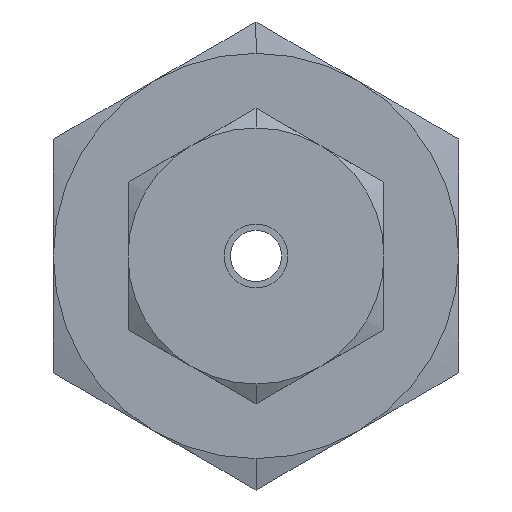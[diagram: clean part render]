
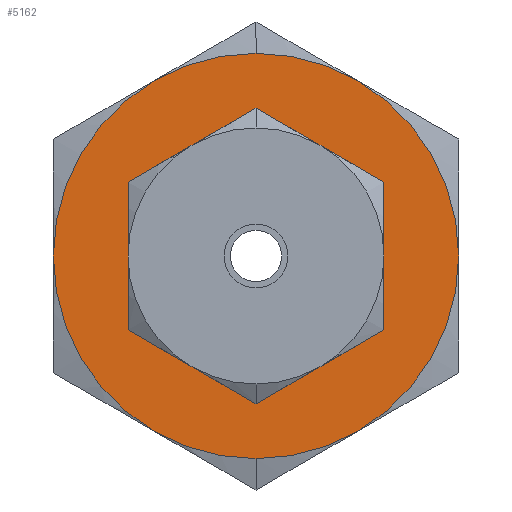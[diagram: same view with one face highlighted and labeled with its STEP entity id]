
A CAD part, left-side view. The second image highlights one B-rep face of the part: STEP entity #5162.
In plain terms, the highlighted planar face has unit normal (-1, 0, 0).
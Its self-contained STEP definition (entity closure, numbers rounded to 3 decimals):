
#34 = EDGE_CURVE ( 'NONE', #7343, #6852, #86, .T. ) ;
#86 = CIRCLE ( 'NONE', #1788, 9.5 ) ;
#94 = CARTESIAN_POINT ( 'NONE',  ( 15.3, 0., 0. ) ) ;
#136 = EDGE_CURVE ( 'NONE', #274, #1975, #800, .T. ) ;
#144 = CARTESIAN_POINT ( 'NONE',  ( 15.3, 0., 9.5 ) ) ;
#147 = ORIENTED_EDGE ( 'NONE', *, *, #756, .T. ) ;
#200 = DIRECTION ( 'NONE',  ( 0., 0., 1. ) ) ;
#274 = VERTEX_POINT ( 'NONE', #5056 ) ;
#590 = ORIENTED_EDGE ( 'NONE', *, *, #2819, .T. ) ;
#666 = CIRCLE ( 'NONE', #1894, 9.5 ) ;
#756 = EDGE_CURVE ( 'NONE', #1537, #6173, #6913, .T. ) ;
#800 = CIRCLE ( 'NONE', #1415, 3.213 ) ;
#1000 = DIRECTION ( 'NONE',  ( -1., 0., 0. ) ) ;
#1204 = DIRECTION ( 'NONE',  ( 0., 0.5, -0.866 ) ) ;
#1275 = DIRECTION ( 'NONE',  ( -1., 0., 0. ) ) ;
#1331 = EDGE_CURVE ( 'NONE', #6115, #2697, #4554, .T. ) ;
#1412 = AXIS2_PLACEMENT_3D ( 'NONE', #2980, #4130, #4058 ) ;
#1415 = AXIS2_PLACEMENT_3D ( 'NONE', #6630, #4307, #4905 ) ;
#1537 = VERTEX_POINT ( 'NONE', #144 ) ;
#1602 = EDGE_LOOP ( 'NONE', ( #590, #147, #2386, #5366, #2246, #5542, #3079, #6974 ) ) ;
#1776 = DIRECTION ( 'NONE',  ( 1., 0., 0. ) ) ;
#1788 = AXIS2_PLACEMENT_3D ( 'NONE', #4583, #1000, #5646 ) ;
#1833 = CARTESIAN_POINT ( 'NONE',  ( 15.3, 0., 0. ) ) ;
#1894 = AXIS2_PLACEMENT_3D ( 'NONE', #4451, #6129, #2005 ) ;
#1905 = CARTESIAN_POINT ( 'NONE',  ( 15.3, 4.75, 8.227 ) ) ;
#1975 = VERTEX_POINT ( 'NONE', #2446 ) ;
#2005 = DIRECTION ( 'NONE',  ( 0., 0., -1. ) ) ;
#2246 = ORIENTED_EDGE ( 'NONE', *, *, #5624, .T. ) ;
#2307 = VERTEX_POINT ( 'NONE', #7096 ) ;
#2324 = FACE_OUTER_BOUND ( 'NONE', #1602, .T. ) ;
#2377 = DIRECTION ( 'NONE',  ( -1., 0., 0. ) ) ;
#2386 = ORIENTED_EDGE ( 'NONE', *, *, #4987, .T. ) ;
#2446 = CARTESIAN_POINT ( 'NONE',  ( 15.3, 0., -3.213 ) ) ;
#2605 = DIRECTION ( 'NONE',  ( -1., 0., 0. ) ) ;
#2697 = VERTEX_POINT ( 'NONE', #5572 ) ;
#2819 = EDGE_CURVE ( 'NONE', #2307, #1537, #5460, .T. ) ;
#2980 = CARTESIAN_POINT ( 'NONE',  ( 15.3, 0., 0. ) ) ;
#2995 = CIRCLE ( 'NONE', #5184, 9.5 ) ;
#3006 = CIRCLE ( 'NONE', #7535, 3.213 ) ;
#3079 = ORIENTED_EDGE ( 'NONE', *, *, #1331, .T. ) ;
#3295 = DIRECTION ( 'NONE',  ( -1., 0., 0. ) ) ;
#3416 = CARTESIAN_POINT ( 'NONE',  ( 15.3, 0., 0. ) ) ;
#3434 = CARTESIAN_POINT ( 'NONE',  ( 15.3, 9.5, 0. ) ) ;
#3553 = CARTESIAN_POINT ( 'NONE',  ( 15.3, 0., 0. ) ) ;
#3615 = ORIENTED_EDGE ( 'NONE', *, *, #136, .T. ) ;
#3620 = AXIS2_PLACEMENT_3D ( 'NONE', #4364, #2605, #200 ) ;
#3730 = CIRCLE ( 'NONE', #6644, 9.5 ) ;
#4058 = DIRECTION ( 'NONE',  ( 0., -1., 0. ) ) ;
#4130 = DIRECTION ( 'NONE',  ( -1., 0., 0. ) ) ;
#4157 = CARTESIAN_POINT ( 'NONE',  ( 15.3, -4.75, -8.227 ) ) ;
#4242 = DIRECTION ( 'NONE',  ( 0., 0., -1. ) ) ;
#4283 = DIRECTION ( 'NONE',  ( -1., 0., 0. ) ) ;
#4307 = DIRECTION ( 'NONE',  ( 1., 0., 0. ) ) ;
#4364 = CARTESIAN_POINT ( 'NONE',  ( 15.3, 0., 0. ) ) ;
#4371 = AXIS2_PLACEMENT_3D ( 'NONE', #3416, #3295, #5155 ) ;
#4451 = CARTESIAN_POINT ( 'NONE',  ( 15.3, 0., 0. ) ) ;
#4554 = CIRCLE ( 'NONE', #6749, 9.5 ) ;
#4583 = CARTESIAN_POINT ( 'NONE',  ( 15.3, 0., 0. ) ) ;
#4696 = DIRECTION ( 'NONE',  ( 0., 0.5, 0.866 ) ) ;
#4770 = CARTESIAN_POINT ( 'NONE',  ( 15.3, 4.75, -8.227 ) ) ;
#4905 = DIRECTION ( 'NONE',  ( 0., 0., 1. ) ) ;
#4978 = EDGE_CURVE ( 'NONE', #2697, #2307, #6774, .T. ) ;
#4987 = EDGE_CURVE ( 'NONE', #6173, #7343, #3730, .T. ) ;
#5056 = CARTESIAN_POINT ( 'NONE',  ( 15.3, 0., 3.213 ) ) ;
#5071 = PLANE ( 'NONE',  #7148 ) ;
#5155 = DIRECTION ( 'NONE',  ( 0., -0.5, 0.866 ) ) ;
#5162 = ADVANCED_FACE ( 'NONE', ( #5565, #2324 ), #5071, .F. ) ;
#5184 = AXIS2_PLACEMENT_3D ( 'NONE', #94, #1275, #1204 ) ;
#5366 = ORIENTED_EDGE ( 'NONE', *, *, #34, .T. ) ;
#5379 = EDGE_CURVE ( 'NONE', #7184, #6115, #666, .T. ) ;
#5460 = CIRCLE ( 'NONE', #4371, 9.5 ) ;
#5542 = ORIENTED_EDGE ( 'NONE', *, *, #5379, .T. ) ;
#5565 = FACE_BOUND ( 'NONE', #7110, .T. ) ;
#5572 = CARTESIAN_POINT ( 'NONE',  ( 15.3, -9.5, 0. ) ) ;
#5624 = EDGE_CURVE ( 'NONE', #6852, #7184, #2995, .T. ) ;
#5646 = DIRECTION ( 'NONE',  ( 0., 1., 0. ) ) ;
#5952 = CARTESIAN_POINT ( 'NONE',  ( 15.3, 0., 0. ) ) ;
#6115 = VERTEX_POINT ( 'NONE', #4157 ) ;
#6129 = DIRECTION ( 'NONE',  ( -1., 0., 0. ) ) ;
#6137 = CARTESIAN_POINT ( 'NONE',  ( 15.3, 0., -9.5 ) ) ;
#6173 = VERTEX_POINT ( 'NONE', #1905 ) ;
#6456 = ORIENTED_EDGE ( 'NONE', *, *, #7109, .T. ) ;
#6630 = CARTESIAN_POINT ( 'NONE',  ( 15.3, 0., 0. ) ) ;
#6644 = AXIS2_PLACEMENT_3D ( 'NONE', #5952, #2377, #4696 ) ;
#6749 = AXIS2_PLACEMENT_3D ( 'NONE', #1833, #4283, #7081 ) ;
#6774 = CIRCLE ( 'NONE', #1412, 9.5 ) ;
#6852 = VERTEX_POINT ( 'NONE', #4770 ) ;
#6913 = CIRCLE ( 'NONE', #3620, 9.5 ) ;
#6949 = CARTESIAN_POINT ( 'NONE',  ( 15.3, 0., 0. ) ) ;
#6974 = ORIENTED_EDGE ( 'NONE', *, *, #4978, .T. ) ;
#6998 = DIRECTION ( 'NONE',  ( 1., 0., 0. ) ) ;
#7081 = DIRECTION ( 'NONE',  ( 0., -0.5, -0.866 ) ) ;
#7096 = CARTESIAN_POINT ( 'NONE',  ( 15.3, -4.75, 8.227 ) ) ;
#7109 = EDGE_CURVE ( 'NONE', #1975, #274, #3006, .T. ) ;
#7110 = EDGE_LOOP ( 'NONE', ( #6456, #3615 ) ) ;
#7148 = AXIS2_PLACEMENT_3D ( 'NONE', #6949, #1776, #7564 ) ;
#7184 = VERTEX_POINT ( 'NONE', #6137 ) ;
#7343 = VERTEX_POINT ( 'NONE', #3434 ) ;
#7535 = AXIS2_PLACEMENT_3D ( 'NONE', #3553, #6998, #4242 ) ;
#7564 = DIRECTION ( 'NONE',  ( 0., 1., 0. ) ) ;
